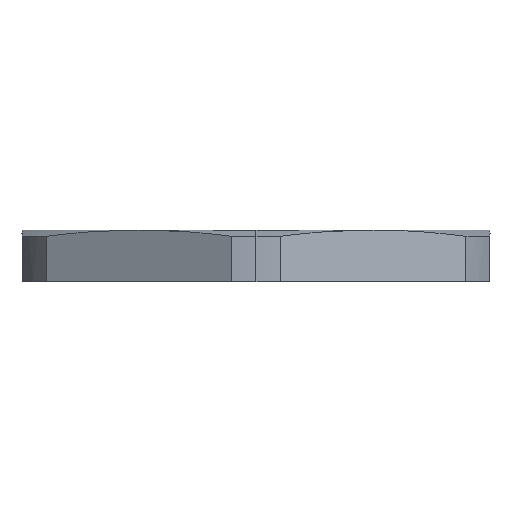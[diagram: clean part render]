
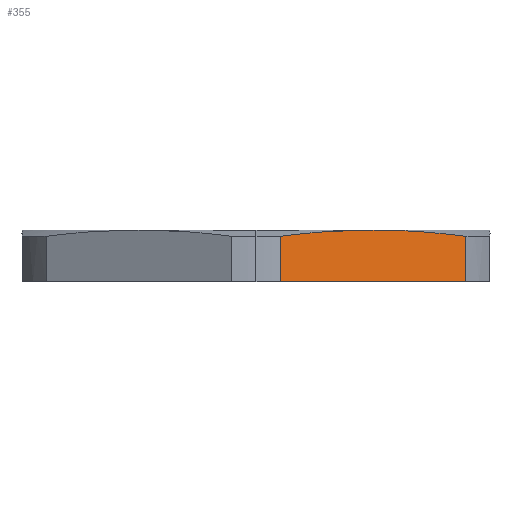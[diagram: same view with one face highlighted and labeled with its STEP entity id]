
A CAD part, front view. The second image highlights one B-rep face of the part: STEP entity #355.
In plain terms, the highlighted planar face has unit normal (0.5, -0.866, 0).
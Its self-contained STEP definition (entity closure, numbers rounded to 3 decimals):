
#324=AXIS2_PLACEMENT_3D('Plane Axis2P3D',#321,#322,#323) ;
#42=CARTESIAN_POINT('Vertex',(27.,4.212,4.)) ;
#56=CARTESIAN_POINT('Vertex',(19.856,0.087,3.518)) ;
#60=CARTESIAN_POINT('Control Point',(27.,4.212,4.)) ;
#61=CARTESIAN_POINT('Control Point',(25.322,3.243,4.)) ;
#62=CARTESIAN_POINT('Control Point',(23.643,2.273,3.925)) ;
#63=CARTESIAN_POINT('Control Point',(21.877,1.254,3.778)) ;
#64=CARTESIAN_POINT('Control Point',(19.856,0.087,3.518)) ;
#305=CARTESIAN_POINT('Vertex',(19.856,0.087,0.)) ;
#308=CARTESIAN_POINT('Line Origine',(19.856,0.087,4.)) ;
#321=CARTESIAN_POINT('Axis2P3D Location',(36.,9.408,0.)) ;
#326=CARTESIAN_POINT('Line Origine',(27.,4.212,0.)) ;
#330=CARTESIAN_POINT('Vertex',(34.144,8.336,0.)) ;
#333=CARTESIAN_POINT('Line Origine',(34.144,8.336,1.759)) ;
#337=CARTESIAN_POINT('Vertex',(34.144,8.336,3.518)) ;
#341=CARTESIAN_POINT('Control Point',(34.144,8.336,3.518)) ;
#342=CARTESIAN_POINT('Control Point',(32.716,7.512,3.702)) ;
#343=CARTESIAN_POINT('Control Point',(31.285,6.686,3.848)) ;
#344=CARTESIAN_POINT('Control Point',(29.872,5.87,3.948)) ;
#345=CARTESIAN_POINT('Control Point',(28.437,5.041,4.)) ;
#346=CARTESIAN_POINT('Control Point',(27.,4.212,4.)) ;
#309=DIRECTION('Vector Direction',(0.,0.,1.)) ;
#322=DIRECTION('Axis2P3D Direction',(-0.5,0.866,0.)) ;
#323=DIRECTION('Axis2P3D XDirection',(0.866,0.5,0.)) ;
#327=DIRECTION('Vector Direction',(-0.866,-0.5,0.)) ;
#334=DIRECTION('Vector Direction',(0.,0.,1.)) ;
#310=VECTOR('Line Direction',#309,1.) ;
#328=VECTOR('Line Direction',#327,1.) ;
#335=VECTOR('Line Direction',#334,1.) ;
#349=ORIENTED_EDGE('',*,*,#65,.T.) ;
#350=ORIENTED_EDGE('',*,*,#312,.T.) ;
#351=ORIENTED_EDGE('',*,*,#332,.F.) ;
#352=ORIENTED_EDGE('',*,*,#339,.T.) ;
#353=ORIENTED_EDGE('',*,*,#347,.T.) ;
#355=ADVANCED_FACE('Schnitt-Rotation1',(#354),#325,.F.) ;
#59=B_SPLINE_CURVE_WITH_KNOTS('',4,(#60,#61,#62,#63,#64),.UNSPECIFIED.,.F.,.U.,(5,5),(0.,43.838),.UNSPECIFIED.) ;
#340=B_SPLINE_CURVE_WITH_KNOTS('',5,(#341,#342,#343,#344,#345,#346),.UNSPECIFIED.,.F.,.U.,(6,6),(0.,11.71),.UNSPECIFIED.) ;
#65=EDGE_CURVE('',#43,#57,#59,.T.) ;
#312=EDGE_CURVE('',#57,#306,#311,.F.) ;
#332=EDGE_CURVE('',#331,#306,#329,.T.) ;
#339=EDGE_CURVE('',#331,#338,#336,.T.) ;
#347=EDGE_CURVE('',#338,#43,#340,.T.) ;
#348=EDGE_LOOP('',(#349,#350,#351,#352,#353)) ;
#354=FACE_OUTER_BOUND('',#348,.T.) ;
#311=LINE('Line',#308,#310) ;
#329=LINE('Line',#326,#328) ;
#336=LINE('Line',#333,#335) ;
#325=PLANE('',#324) ;
#43=VERTEX_POINT('',#42) ;
#57=VERTEX_POINT('',#56) ;
#306=VERTEX_POINT('',#305) ;
#331=VERTEX_POINT('',#330) ;
#338=VERTEX_POINT('',#337) ;
